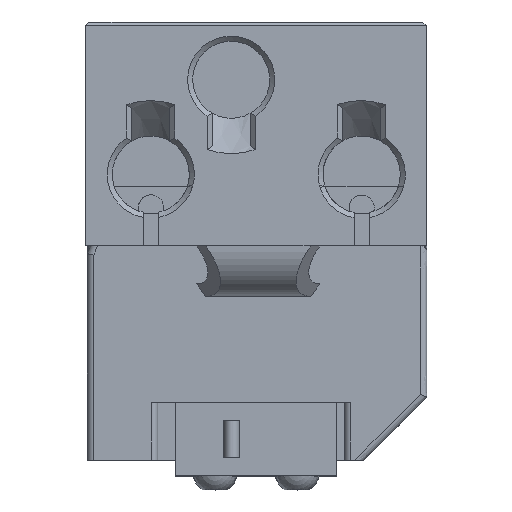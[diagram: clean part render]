
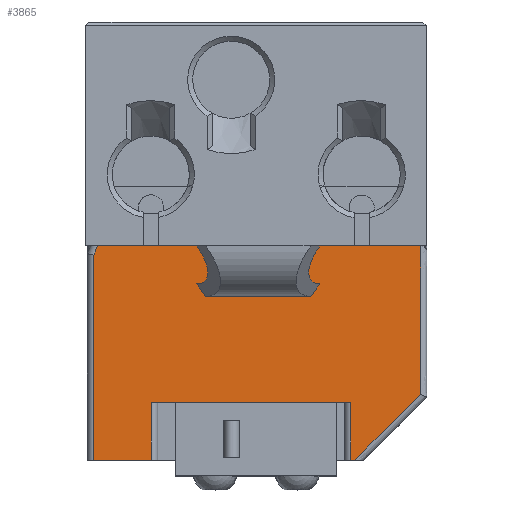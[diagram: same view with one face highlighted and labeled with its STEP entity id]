
A CAD part, top view. The second image highlights one B-rep face of the part: STEP entity #3865.
In plain terms, the highlighted planar face has unit normal (0, 0, 1).
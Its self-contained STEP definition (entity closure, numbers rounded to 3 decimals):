
#270=B_SPLINE_CURVE_WITH_KNOTS('',3,(#7892,#7893,#7894,#7895),
 .UNSPECIFIED.,.F.,.F.,(4,4),(-0.686,0.05),
 .UNSPECIFIED.);
#271=B_SPLINE_CURVE_WITH_KNOTS('',3,(#7896,#7897,#7898,#7899),
 .UNSPECIFIED.,.F.,.F.,(4,4),(-1.196,-0.021),
 .UNSPECIFIED.);
#316=FACE_BOUND('',#852,.T.);
#406=PLANE('',#4216);
#610=FACE_OUTER_BOUND('',#851,.T.);
#851=EDGE_LOOP('',(#3314,#3315,#3316,#3317,#3318,#3319,#3320,#3321,#3322,
#3323));
#852=EDGE_LOOP('',(#3324,#3325,#3326,#3327));
#958=LINE('',#5319,#1243);
#999=LINE('',#5541,#1284);
#1022=LINE('',#5687,#1307);
#1023=LINE('',#5690,#1308);
#1024=LINE('',#5694,#1309);
#1025=LINE('',#5697,#1310);
#1083=LINE('',#6706,#1368);
#1085=LINE('',#6712,#1370);
#1123=LINE('',#7885,#1408);
#1124=LINE('',#7888,#1409);
#1125=LINE('',#7889,#1410);
#1126=LINE('',#7890,#1411);
#1243=VECTOR('',#4369,10.);
#1284=VECTOR('',#4470,10.);
#1307=VECTOR('',#4509,10.);
#1308=VECTOR('',#4512,10.);
#1309=VECTOR('',#4517,10.);
#1310=VECTOR('',#4522,10.);
#1368=VECTOR('',#4806,10.);
#1370=VECTOR('',#4812,10.);
#1408=VECTOR('',#4920,10.);
#1409=VECTOR('',#4923,10.);
#1410=VECTOR('',#4924,10.);
#1411=VECTOR('',#4925,10.);
#1634=VERTEX_POINT('',#5309);
#1638=VERTEX_POINT('',#5317);
#1699=VERTEX_POINT('',#5538);
#1700=VERTEX_POINT('',#5540);
#1725=VERTEX_POINT('',#5683);
#1726=VERTEX_POINT('',#5685);
#1727=VERTEX_POINT('',#5689);
#1728=VERTEX_POINT('',#5693);
#1816=VERTEX_POINT('',#6645);
#1820=VERTEX_POINT('',#6661);
#1821=VERTEX_POINT('',#6705);
#1823=VERTEX_POINT('',#6710);
#1888=VERTEX_POINT('',#7887);
#1889=VERTEX_POINT('',#7891);
#1994=EDGE_CURVE('',#1638,#1634,#958,.T.);
#2067=EDGE_CURVE('',#1699,#1700,#999,.T.);
#2100=EDGE_CURVE('',#1725,#1726,#1022,.T.);
#2101=EDGE_CURVE('',#1726,#1727,#1023,.F.);
#2103=EDGE_CURVE('',#1727,#1728,#1024,.T.);
#2105=EDGE_CURVE('',#1725,#1728,#1025,.T.);
#2271=EDGE_CURVE('',#1821,#1820,#1083,.T.);
#2275=EDGE_CURVE('',#1816,#1823,#1085,.T.);
#2386=EDGE_CURVE('',#1821,#1638,#1123,.T.);
#2387=EDGE_CURVE('',#1888,#1699,#1124,.T.);
#2388=EDGE_CURVE('',#1816,#1888,#1125,.T.);
#2389=EDGE_CURVE('',#1634,#1823,#1126,.T.);
#2390=EDGE_CURVE('',#1889,#1820,#270,.T.);
#2391=EDGE_CURVE('',#1700,#1889,#271,.T.);
#3314=ORIENTED_EDGE('',*,*,#2067,.F.);
#3315=ORIENTED_EDGE('',*,*,#2387,.F.);
#3316=ORIENTED_EDGE('',*,*,#2388,.F.);
#3317=ORIENTED_EDGE('',*,*,#2275,.T.);
#3318=ORIENTED_EDGE('',*,*,#2389,.F.);
#3319=ORIENTED_EDGE('',*,*,#1994,.F.);
#3320=ORIENTED_EDGE('',*,*,#2386,.F.);
#3321=ORIENTED_EDGE('',*,*,#2271,.T.);
#3322=ORIENTED_EDGE('',*,*,#2390,.F.);
#3323=ORIENTED_EDGE('',*,*,#2391,.F.);
#3324=ORIENTED_EDGE('',*,*,#2100,.T.);
#3325=ORIENTED_EDGE('',*,*,#2101,.T.);
#3326=ORIENTED_EDGE('',*,*,#2103,.T.);
#3327=ORIENTED_EDGE('',*,*,#2105,.F.);
#3865=ADVANCED_FACE('',(#610,#316),#406,.T.);
#4216=AXIS2_PLACEMENT_3D('',#7886,#4921,#4922);
#4369=DIRECTION('',(-1.,0.,0.));
#4470=DIRECTION('',(1.,0.,0.));
#4509=DIRECTION('',(1.,0.,0.));
#4512=DIRECTION('',(0.577,0.816,0.));
#4517=DIRECTION('',(-1.,0.,0.));
#4522=DIRECTION('',(0.577,-0.816,0.));
#4806=DIRECTION('',(1.,0.,0.));
#4812=DIRECTION('',(1.,0.,0.));
#4920=DIRECTION('',(0.,1.,0.));
#4921=DIRECTION('center_axis',(0.,0.,
1.));
#4922=DIRECTION('ref_axis',(1.,0.,0.));
#4923=DIRECTION('',(0.383,0.924,0.));
#4924=DIRECTION('',(0.,1.,0.));
#4925=DIRECTION('',(0.,-1.,0.));
#5309=CARTESIAN_POINT('',(120.359,260.61,-3.301));
#5317=CARTESIAN_POINT('',(136.159,260.61,-3.301));
#5319=CARTESIAN_POINT('',(121.863,260.61,-3.301));
#5538=CARTESIAN_POINT('',(116.089,273.025,-3.301));
#5540=CARTESIAN_POINT('',(141.67,273.025,-3.301));
#5541=CARTESIAN_POINT('',(122.423,273.025,-3.301));
#5683=CARTESIAN_POINT('',(123.946,270.025,-3.301));
#5685=CARTESIAN_POINT('',(133.695,270.025,-3.301));
#5687=CARTESIAN_POINT('',(124.136,270.025,-3.301));
#5689=CARTESIAN_POINT('',(132.987,269.025,-3.301));
#5690=CARTESIAN_POINT('',(129.304,263.816,-3.301));
#5693=CARTESIAN_POINT('',(124.653,269.025,-3.301));
#5694=CARTESIAN_POINT('',(128.653,269.025,-3.301));
#5697=CARTESIAN_POINT('',(123.364,270.848,-3.301));
#6645=CARTESIAN_POINT('',(115.791,256.06,-3.301));
#6661=CARTESIAN_POINT('',(136.463,256.06,-3.301));
#6705=CARTESIAN_POINT('',(136.159,256.06,-3.301));
#6706=CARTESIAN_POINT('',(114.113,256.06,-3.301));
#6710=CARTESIAN_POINT('',(120.359,256.06,-3.301));
#6712=CARTESIAN_POINT('',(114.113,256.06,-3.301));
#7885=CARTESIAN_POINT('',(136.159,256.06,-3.301));
#7886=CARTESIAN_POINT('Origin',(114.113,256.06,-3.301));
#7887=CARTESIAN_POINT('',(115.791,272.305,-3.301));
#7888=CARTESIAN_POINT('',(112.866,265.243,-3.301));
#7889=CARTESIAN_POINT('',(115.791,264.734,-3.301));
#7890=CARTESIAN_POINT('',(120.359,256.909,-3.301));
#7891=CARTESIAN_POINT('',(141.67,261.267,-3.301));
#7892=CARTESIAN_POINT('Ctrl Pts',(141.67,261.267,-3.301));
#7893=CARTESIAN_POINT('Ctrl Pts',(139.935,259.531,-3.301));
#7894=CARTESIAN_POINT('Ctrl Pts',(138.199,257.796,-3.301));
#7895=CARTESIAN_POINT('Ctrl Pts',(136.463,256.06,-3.301));
#7896=CARTESIAN_POINT('Ctrl Pts',(141.67,273.025,-3.301));
#7897=CARTESIAN_POINT('Ctrl Pts',(141.67,269.106,-3.301));
#7898=CARTESIAN_POINT('Ctrl Pts',(141.67,265.186,-3.301));
#7899=CARTESIAN_POINT('Ctrl Pts',(141.67,261.267,-3.301));
